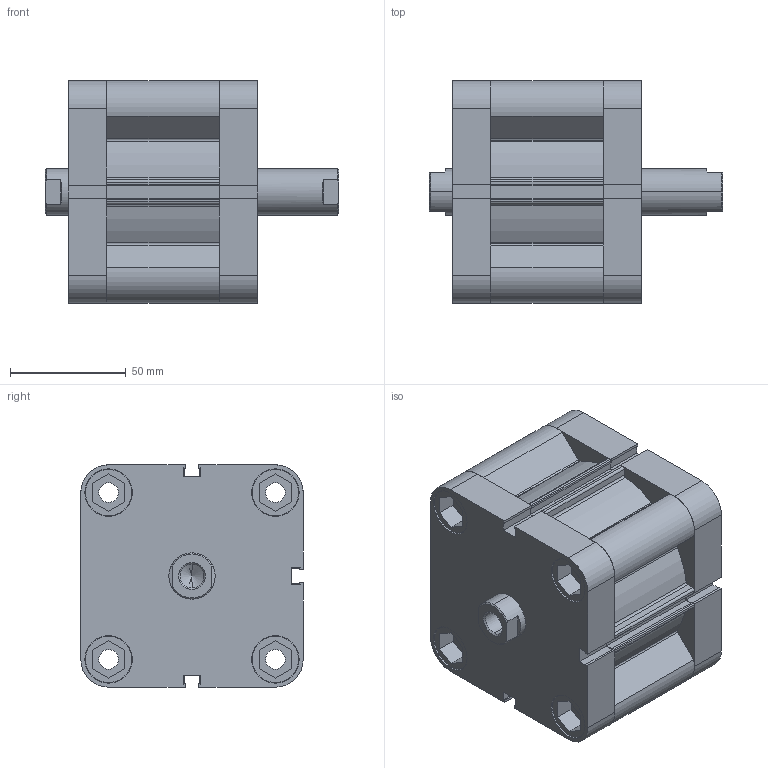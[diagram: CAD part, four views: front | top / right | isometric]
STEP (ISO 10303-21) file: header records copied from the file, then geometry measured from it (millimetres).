
FILE_DESCRIPTION (( 'STEP AP214' ), '1' );
FILE_NAME ('KCD-80-25-CYLINDER.STEP', '2013-07-24T12:26:46', ( '' ), ( '' ), 'SwSTEP 2.0', 'SolidWorks 2010', '' );
FILE_SCHEMA (( 'AUTOMOTIVE_DESIGN' ));
Length unit declared in the file: millimetre
Products named in the file (4): KCD  80 烰 KAPAK; KCD  80  M尳; KCD 80  BORU_Varsayýlan; KCD-80-25-CYLINDER
Assembly tree (4 placements, depth 2):
  KCD-80-25-CYLINDER
    KCD 80  BORU_Varsayýlan
    KCD  80 烰 KAPAK  x2
    KCD  80  M尳
Bounding box: 126.5 x 96 x 96 mm (x, y, z)
Volume: 506816.4 mm3; surface area: 135492 mm2
Topology: 4 solids, 4 shells, 362 faces, 954 edges, 628 vertices
Faces by surface type: plane 202, cylinder 138, cone 22
Entity records: 8382 total; most frequent: CARTESIAN_POINT 1435, DIRECTION 1424, ORIENTED_EDGE 1368, EDGE_CURVE 684, AXIS2_PLACEMENT_3D 489, VERTEX_POINT 452, LINE 446, VECTOR 446
